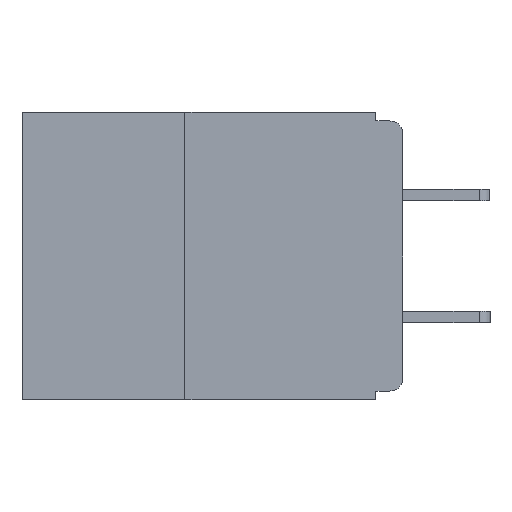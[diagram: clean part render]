
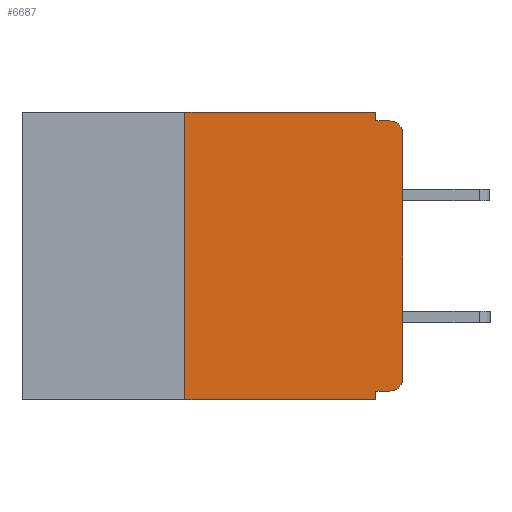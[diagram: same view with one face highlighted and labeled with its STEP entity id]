
A CAD part, left-side view. The second image highlights one B-rep face of the part: STEP entity #6687.
In plain terms, the highlighted planar face has unit normal (-1, 0, 0).
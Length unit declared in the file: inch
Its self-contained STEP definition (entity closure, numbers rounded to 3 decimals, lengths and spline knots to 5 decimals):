
#142 = FACE_OUTER_BOUND ( 'NONE', #14300, .T. ) ;
#416 = DIRECTION ( 'NONE',  ( 0., 1., 0. ) ) ;
#436 = CARTESIAN_POINT ( 'NONE',  ( 0., 0., -0.32 ) ) ;
#515 = DIRECTION ( 'NONE',  ( -1., 0., 0. ) ) ;
#721 = VERTEX_POINT ( 'NONE', #4622 ) ;
#727 = VERTEX_POINT ( 'NONE', #7201 ) ;
#862 = VERTEX_POINT ( 'NONE', #11082 ) ;
#1073 = CARTESIAN_POINT ( 'NONE',  ( 0., 0.031, -0.33 ) ) ;
#1126 = DIRECTION ( 'NONE',  ( 0., 0., -1. ) ) ;
#1143 = ORIENTED_EDGE ( 'NONE', *, *, #8595, .F. ) ;
#1258 = VECTOR ( 'NONE', #1577, 39.37008 ) ;
#1481 = EDGE_CURVE ( 'NONE', #10509, #11593, #9262, .T. ) ;
#1577 = DIRECTION ( 'NONE',  ( 0., -1., 0. ) ) ;
#1582 = CARTESIAN_POINT ( 'NONE',  ( 0., 0.031, 0. ) ) ;
#1671 = CARTESIAN_POINT ( 'NONE',  ( 0., 0., -0.01 ) ) ;
#1688 = AXIS2_PLACEMENT_3D ( 'NONE', #14382, #14298, #14290 ) ;
#1730 = EDGE_CURVE ( 'NONE', #862, #8786, #10999, .T. ) ;
#2189 = VERTEX_POINT ( 'NONE', #6490 ) ;
#2230 = DIRECTION ( 'NONE',  ( 0., 0., -1. ) ) ;
#2473 = VECTOR ( 'NONE', #2230, 39.37008 ) ;
#2711 = ORIENTED_EDGE ( 'NONE', *, *, #5668, .F. ) ;
#2753 = VECTOR ( 'NONE', #416, 39.37008 ) ;
#3060 = LINE ( 'NONE', #13102, #5739 ) ;
#3130 = AXIS2_PLACEMENT_3D ( 'NONE', #7466, #515, #8592 ) ;
#3289 = ORIENTED_EDGE ( 'NONE', *, *, #6866, .T. ) ;
#3708 = CIRCLE ( 'NONE', #3130, 0.015 ) ;
#3712 = DIRECTION ( 'NONE',  ( 0., 0., -1. ) ) ;
#3747 = DIRECTION ( 'NONE',  ( -1., 0., 0. ) ) ;
#3768 = CARTESIAN_POINT ( 'NONE',  ( 0., 0.015, -0.025 ) ) ;
#3778 = EDGE_CURVE ( 'NONE', #862, #2189, #7672, .T. ) ;
#3953 = ORIENTED_EDGE ( 'NONE', *, *, #14304, .T. ) ;
#4017 = ORIENTED_EDGE ( 'NONE', *, *, #4183, .T. ) ;
#4183 = EDGE_CURVE ( 'NONE', #7805, #10953, #14533, .T. ) ;
#4345 = LINE ( 'NONE', #1671, #1258 ) ;
#4606 = VECTOR ( 'NONE', #6853, 39.37008 ) ;
#4622 = CARTESIAN_POINT ( 'NONE',  ( 0., 0.015, -0.32 ) ) ;
#4744 = CARTESIAN_POINT ( 'NONE',  ( 0., 0.015, -0.01 ) ) ;
#5312 = ORIENTED_EDGE ( 'NONE', *, *, #8503, .F. ) ;
#5667 = ORIENTED_EDGE ( 'NONE', *, *, #1481, .F. ) ;
#5668 = EDGE_CURVE ( 'NONE', #721, #11743, #11781, .T. ) ;
#5739 = VECTOR ( 'NONE', #12890, 39.37008 ) ;
#6177 = ORIENTED_EDGE ( 'NONE', *, *, #7260, .F. ) ;
#6490 = CARTESIAN_POINT ( 'NONE',  ( 0., 0.25, 0. ) ) ;
#6491 = CARTESIAN_POINT ( 'NONE',  ( 0., 0.031, -0.32 ) ) ;
#6687 = ADVANCED_FACE ( 'NONE', ( #142 ), #14332, .F. ) ;
#6805 = VECTOR ( 'NONE', #10604, 39.37008 ) ;
#6853 = DIRECTION ( 'NONE',  ( 0., 0., 1. ) ) ;
#6866 = EDGE_CURVE ( 'NONE', #727, #7805, #3060, .T. ) ;
#6870 = CARTESIAN_POINT ( 'NONE',  ( 0., 0., -0.025 ) ) ;
#7016 = LINE ( 'NONE', #1073, #11913 ) ;
#7201 = CARTESIAN_POINT ( 'NONE',  ( 0., 0., -0.305 ) ) ;
#7260 = EDGE_CURVE ( 'NONE', #2189, #10509, #9812, .T. ) ;
#7353 = VECTOR ( 'NONE', #13067, 39.37008 ) ;
#7466 = CARTESIAN_POINT ( 'NONE',  ( 0., 0.015, -0.305 ) ) ;
#7672 = LINE ( 'NONE', #10836, #4606 ) ;
#7805 = VERTEX_POINT ( 'NONE', #6870 ) ;
#8503 = EDGE_CURVE ( 'NONE', #11593, #10953, #4345, .T. ) ;
#8564 = ORIENTED_EDGE ( 'NONE', *, *, #3778, .F. ) ;
#8592 = DIRECTION ( 'NONE',  ( 0., 0., -1. ) ) ;
#8595 = EDGE_CURVE ( 'NONE', #11743, #8786, #7016, .T. ) ;
#8786 = VERTEX_POINT ( 'NONE', #12852 ) ;
#9262 = LINE ( 'NONE', #1582, #2473 ) ;
#9400 = AXIS2_PLACEMENT_3D ( 'NONE', #3768, #3747, #3712 ) ;
#9812 = LINE ( 'NONE', #10730, #6805 ) ;
#10436 = CARTESIAN_POINT ( 'NONE',  ( 0., 0.031, -0.01 ) ) ;
#10509 = VERTEX_POINT ( 'NONE', #11148 ) ;
#10516 = ORIENTED_EDGE ( 'NONE', *, *, #1730, .T. ) ;
#10604 = DIRECTION ( 'NONE',  ( 0., -1., 0. ) ) ;
#10730 = CARTESIAN_POINT ( 'NONE',  ( 0., 0.437, 0. ) ) ;
#10836 = CARTESIAN_POINT ( 'NONE',  ( 0., 0.25, -0.33 ) ) ;
#10953 = VERTEX_POINT ( 'NONE', #4744 ) ;
#10999 = LINE ( 'NONE', #13152, #7353 ) ;
#11082 = CARTESIAN_POINT ( 'NONE',  ( 0., 0.25, -0.33 ) ) ;
#11148 = CARTESIAN_POINT ( 'NONE',  ( 0., 0.031, 0. ) ) ;
#11593 = VERTEX_POINT ( 'NONE', #10436 ) ;
#11743 = VERTEX_POINT ( 'NONE', #6491 ) ;
#11781 = LINE ( 'NONE', #436, #2753 ) ;
#11913 = VECTOR ( 'NONE', #1126, 39.37008 ) ;
#12852 = CARTESIAN_POINT ( 'NONE',  ( 0., 0.031, -0.33 ) ) ;
#12890 = DIRECTION ( 'NONE',  ( 0., 0., 1. ) ) ;
#13067 = DIRECTION ( 'NONE',  ( 0., -1., 0. ) ) ;
#13102 = CARTESIAN_POINT ( 'NONE',  ( 0., 0., 0. ) ) ;
#13152 = CARTESIAN_POINT ( 'NONE',  ( 0., 0.437, -0.33 ) ) ;
#14290 = DIRECTION ( 'NONE',  ( 0., 0., -1. ) ) ;
#14298 = DIRECTION ( 'NONE',  ( 1., 0., 0. ) ) ;
#14300 = EDGE_LOOP ( 'NONE', ( #3289, #4017, #5312, #5667, #6177, #8564, #10516, #1143, #2711, #3953 ) ) ;
#14304 = EDGE_CURVE ( 'NONE', #721, #727, #3708, .T. ) ;
#14332 = PLANE ( 'NONE',  #1688 ) ;
#14382 = CARTESIAN_POINT ( 'NONE',  ( 0., 0.437, 0. ) ) ;
#14533 = CIRCLE ( 'NONE', #9400, 0.015 ) ;
